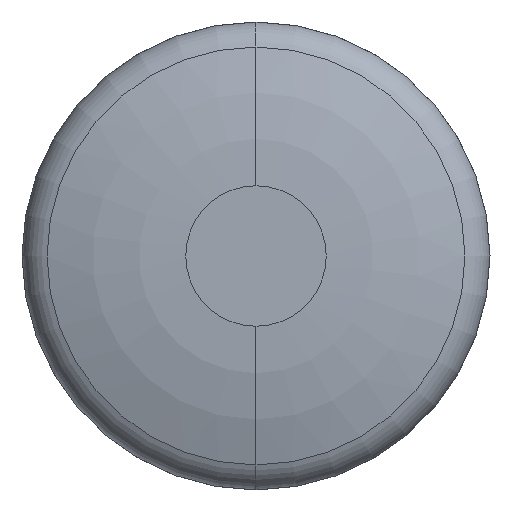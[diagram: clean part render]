
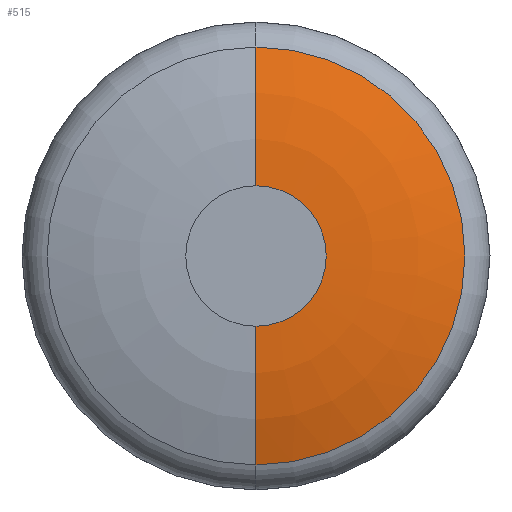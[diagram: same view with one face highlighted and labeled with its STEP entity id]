
A CAD part, front view. The second image highlights one B-rep face of the part: STEP entity #515.
In plain terms, the highlighted toroidal (fillet/blend) face has major radius 1.429 mm and minor radius 8.572 mm.
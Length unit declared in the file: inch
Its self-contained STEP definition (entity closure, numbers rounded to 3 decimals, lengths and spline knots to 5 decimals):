
#22 = CARTESIAN_POINT ( 'NONE',  ( 0., 0.3375, 0.05625 ) ) ;
#29 = CARTESIAN_POINT ( 'NONE',  ( 0., 0.01882, -0.16738 ) ) ;
#30 = CARTESIAN_POINT ( 'NONE',  ( 0., 0., -0.05625 ) ) ;
#31 = CIRCLE ( 'NONE', #101, 0.3375 ) ;
#73 = CARTESIAN_POINT ( 'NONE',  ( 0., 0.01882, 0.16738 ) ) ;
#77 = CARTESIAN_POINT ( 'NONE',  ( 0., 0., 0. ) ) ;
#81 = AXIS2_PLACEMENT_3D ( 'NONE', #77, #242, #161 ) ;
#82 = DIRECTION ( 'NONE',  ( 0., 0., -1. ) ) ;
#83 = EDGE_CURVE ( 'NONE', #584, #570, #330, .T. ) ;
#96 = AXIS2_PLACEMENT_3D ( 'NONE', #486, #181, #82 ) ;
#101 = AXIS2_PLACEMENT_3D ( 'NONE', #564, #112, #164 ) ;
#112 = DIRECTION ( 'NONE',  ( -1., 0., 0. ) ) ;
#118 = ORIENTED_EDGE ( 'NONE', *, *, #479, .F. ) ;
#158 = ORIENTED_EDGE ( 'NONE', *, *, #342, .T. ) ;
#161 = DIRECTION ( 'NONE',  ( 0., 0., -1. ) ) ;
#164 = DIRECTION ( 'NONE',  ( 0., 0., 1. ) ) ;
#181 = DIRECTION ( 'NONE',  ( 0., -1., 0. ) ) ;
#224 = CIRCLE ( 'NONE', #296, 0.16738 ) ;
#241 = DIRECTION ( 'NONE',  ( 1., 0., 0. ) ) ;
#242 = DIRECTION ( 'NONE',  ( 0., -1., 0. ) ) ;
#270 = ORIENTED_EDGE ( 'NONE', *, *, #83, .T. ) ;
#296 = AXIS2_PLACEMENT_3D ( 'NONE', #472, #341, #567 ) ;
#325 = CIRCLE ( 'NONE', #81, 0.05625 ) ;
#330 = CIRCLE ( 'NONE', #413, 0.3375 ) ;
#341 = DIRECTION ( 'NONE',  ( 0., -1., 0. ) ) ;
#342 = EDGE_CURVE ( 'NONE', #382, #584, #224, .T. ) ;
#352 = TOROIDAL_SURFACE ( 'NONE', #96, 0.05625, 0.3375 ) ;
#372 = VERTEX_POINT ( 'NONE', #30 ) ;
#382 = VERTEX_POINT ( 'NONE', #29 ) ;
#396 = EDGE_LOOP ( 'NONE', ( #158, #270, #576, #118 ) ) ;
#413 = AXIS2_PLACEMENT_3D ( 'NONE', #22, #241, #417 ) ;
#417 = DIRECTION ( 'NONE',  ( 0., 0., -1. ) ) ;
#434 = FACE_OUTER_BOUND ( 'NONE', #396, .T. ) ;
#437 = EDGE_CURVE ( 'NONE', #372, #570, #325, .T. ) ;
#466 = CARTESIAN_POINT ( 'NONE',  ( 0., 0., 0.05625 ) ) ;
#472 = CARTESIAN_POINT ( 'NONE',  ( 0., 0.01882, 0. ) ) ;
#479 = EDGE_CURVE ( 'NONE', #382, #372, #31, .T. ) ;
#486 = CARTESIAN_POINT ( 'NONE',  ( 0., 0.3375, 0. ) ) ;
#515 = ADVANCED_FACE ( 'NONE', ( #434 ), #352, .T. ) ;
#564 = CARTESIAN_POINT ( 'NONE',  ( 0., 0.3375, -0.05625 ) ) ;
#567 = DIRECTION ( 'NONE',  ( 0., 0., -1. ) ) ;
#570 = VERTEX_POINT ( 'NONE', #466 ) ;
#576 = ORIENTED_EDGE ( 'NONE', *, *, #437, .F. ) ;
#584 = VERTEX_POINT ( 'NONE', #73 ) ;
